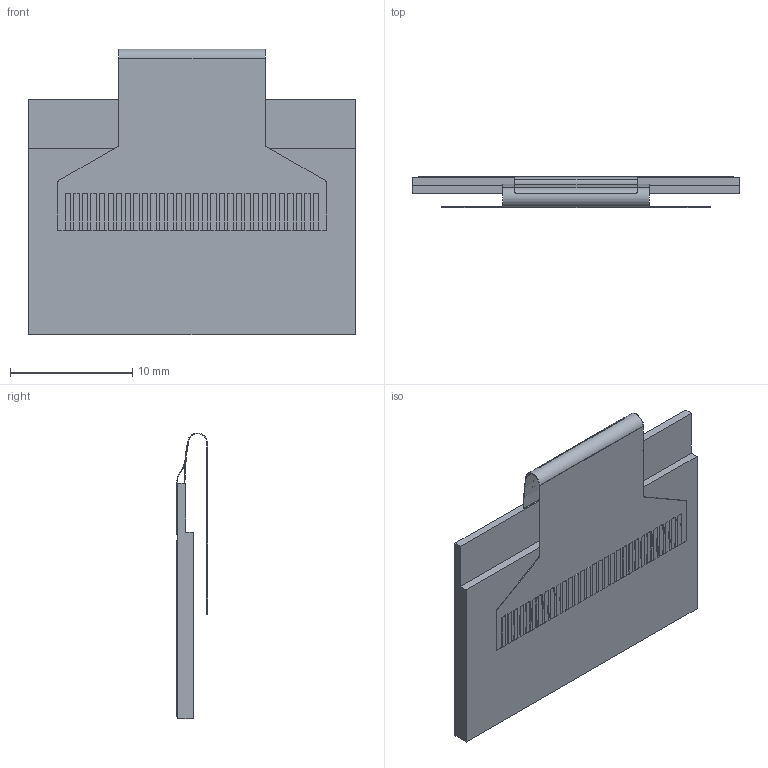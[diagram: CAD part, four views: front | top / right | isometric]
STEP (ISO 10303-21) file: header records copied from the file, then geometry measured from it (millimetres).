
FILE_DESCRIPTION (( 'STEP AP214' ), '1' );
FILE_NAME ('OLED 0.96 inch 64x128.STEP', '2023-06-13T02:14:46', ( '' ), ( '' ), 'SwSTEP 2.0', 'SolidWorks 2021', '' );
FILE_SCHEMA (( 'AUTOMOTIVE_DESIGN' ));
Length unit declared in the file: millimetre
Products named in the file (1): OLED  0.96 inch 64x128
Bounding box: 26.7 x 2.56 x 23.36 mm (x, y, z)
Volume: 656.4 mm3; surface area: 1780.6 mm2
Topology: 1 solids, 1 shells, 295 faces, 874 edges, 582 vertices
Faces by surface type: plane 273, cylinder 22
Entity records: 12987 total; most frequent: CARTESIAN_POINT 1772, ORIENTED_EDGE 1748, DIRECTION 1506, EDGE_CURVE 874, VECTOR 826, LINE 826, VERTEX_POINT 582, AXIS2_PLACEMENT_3D 340
